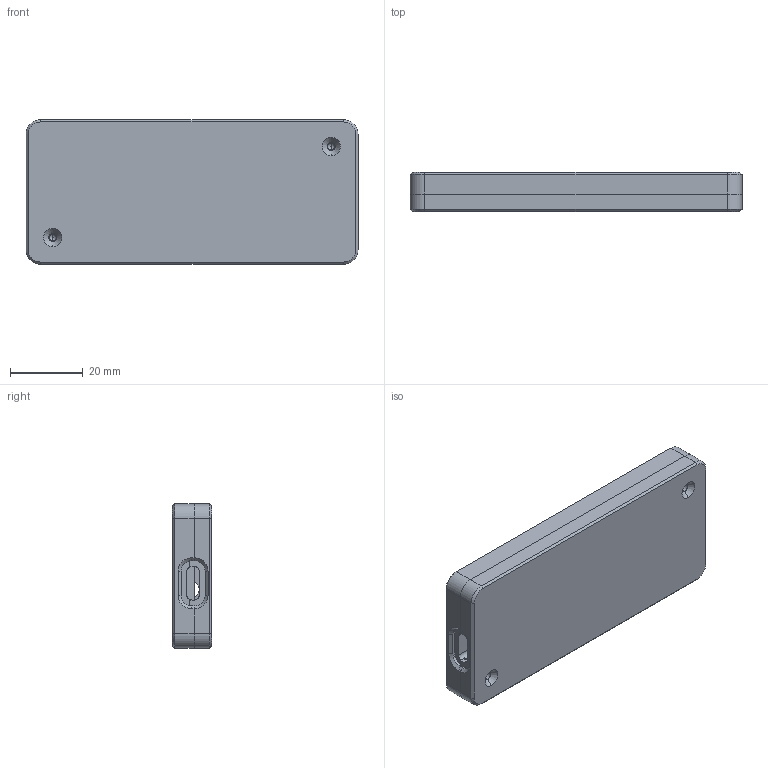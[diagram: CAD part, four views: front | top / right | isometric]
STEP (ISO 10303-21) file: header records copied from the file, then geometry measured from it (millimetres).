
FILE_DESCRIPTION (( 'STEP AP203' ), '1' );
FILE_NAME ('PloopyPreampCase-RevA.STEP', '2023-01-17T04:05:29', ( '' ), ( '' ), 'SwSTEP 2.0', 'SolidWorks 2020', '' );
FILE_SCHEMA (( 'CONFIG_CONTROL_DESIGN' ));
Length unit declared in the file: millimetre
Products named in the file (1): PloopyPreampCase-RevA
Bounding box: 91.2 x 10.8 x 39.7 mm (x, y, z)
Volume: 22395.3 mm3; surface area: 19704.8 mm2
Topology: 2 solids, 2 shells, 228 faces, 592 edges, 380 vertices
Faces by surface type: plane 111, cylinder 87, cone 20, torus 8, bspline 2
Entity records: 7126 total; most frequent: CARTESIAN_POINT 1292, DIRECTION 1255, ORIENTED_EDGE 1184, EDGE_CURVE 592, AXIS2_PLACEMENT_3D 449, VERTEX_POINT 380, VECTOR 357, LINE 357
